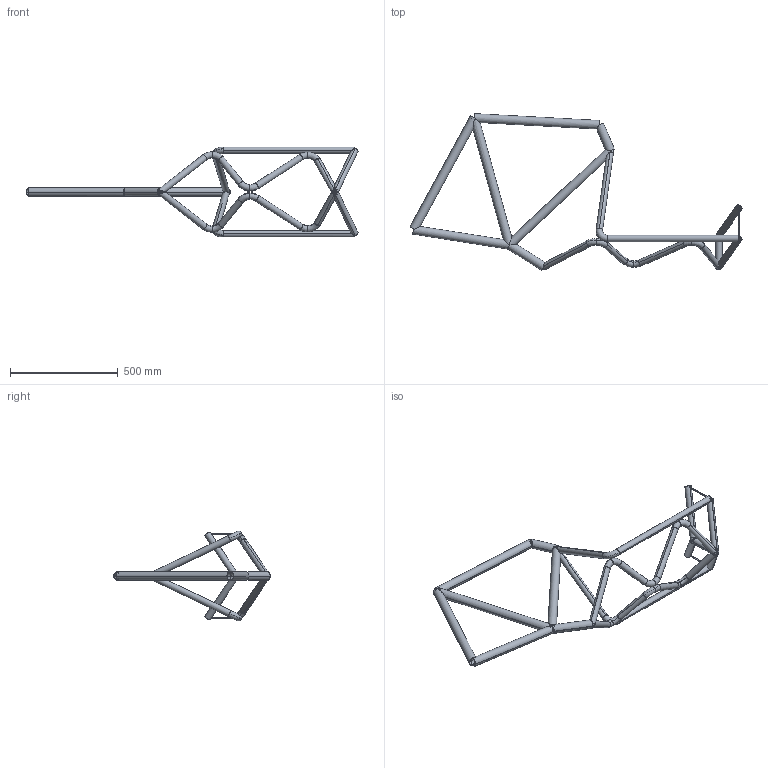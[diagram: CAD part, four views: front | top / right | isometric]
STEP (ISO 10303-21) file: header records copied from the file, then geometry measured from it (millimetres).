
FILE_DESCRIPTION (( 'STEP AP214' ), '1' );
FILE_NAME ('Frame1_214.STEP', '2018-03-23T17:01:43', ( '' ), ( '' ), 'SwSTEP 2.0', 'SolidWorks 2016', '' );
FILE_SCHEMA (( 'AUTOMOTIVE_DESIGN' ));
Length unit declared in the file: millimetre
Products named in the file (1): Frame1_214
Bounding box: 1537.81 x 725.98 x 416.87 mm (x, y, z)
Volume: 1398781.2 mm3; surface area: 1769770.2 mm2
Topology: 1 solids, 8 shells, 510 faces, 1211 edges, 694 vertices
Faces by surface type: cylinder 335, plane 99, torus 76
Entity records: 19696 total; most frequent: CARTESIAN_POINT 8905, ORIENTED_EDGE 2422, DIRECTION 2195, EDGE_CURVE 1211, AXIS2_PLACEMENT_3D 996, VERTEX_POINT 694, EDGE_LOOP 525, ADVANCED_FACE 510
